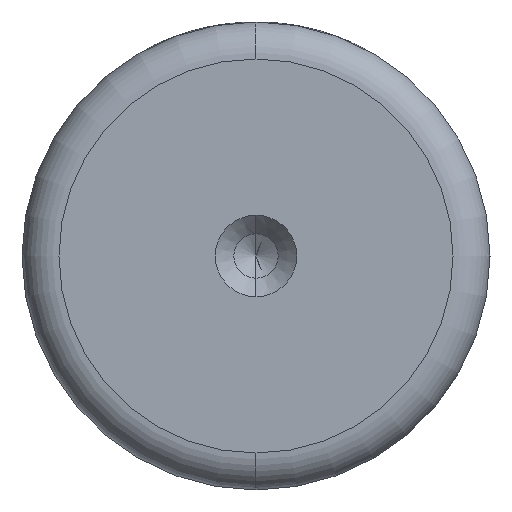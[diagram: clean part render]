
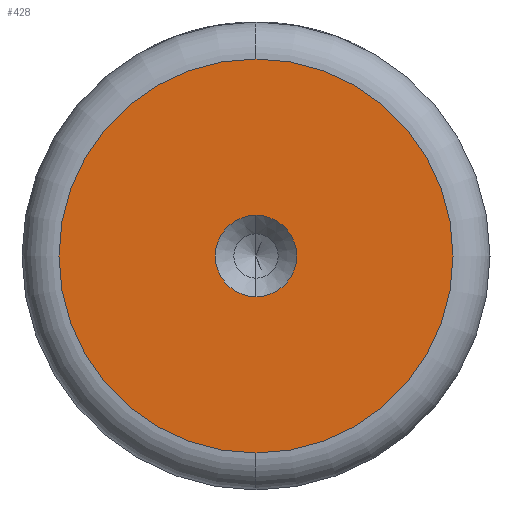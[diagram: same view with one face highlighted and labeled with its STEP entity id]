
A CAD part, left-side view. The second image highlights one B-rep face of the part: STEP entity #428.
In plain terms, the highlighted planar face has unit normal (-1, 0, 0).
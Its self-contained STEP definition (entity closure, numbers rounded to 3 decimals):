
#21 = DIRECTION ( 'NONE',  ( 0., 0., 1. ) ) ;
#100 = CIRCLE ( 'NONE', #720, 16. ) ;
#151 = FACE_OUTER_BOUND ( 'NONE', #1012, .T. ) ;
#164 = DIRECTION ( 'NONE',  ( -1., 0., 0. ) ) ;
#172 = FACE_BOUND ( 'NONE', #1048, .T. ) ;
#188 = VERTEX_POINT ( 'NONE', #1363 ) ;
#204 = ORIENTED_EDGE ( 'NONE', *, *, #537, .T. ) ;
#207 = VERTEX_POINT ( 'NONE', #1040 ) ;
#219 = EDGE_CURVE ( 'NONE', #890, #1232, #439, .T. ) ;
#319 = DIRECTION ( 'NONE',  ( -1., 0., 0. ) ) ;
#374 = CIRCLE ( 'NONE', #975, 3.3 ) ;
#408 = DIRECTION ( 'NONE',  ( -1., 0., 0. ) ) ;
#428 = ADVANCED_FACE ( 'NONE', ( #172, #151 ), #1149, .T. ) ;
#439 = CIRCLE ( 'NONE', #1311, 3.3 ) ;
#456 = CARTESIAN_POINT ( 'NONE',  ( 0., 0., 3.3 ) ) ;
#503 = ORIENTED_EDGE ( 'NONE', *, *, #219, .F. ) ;
#537 = EDGE_CURVE ( 'NONE', #188, #207, #100, .T. ) ;
#609 = DIRECTION ( 'NONE',  ( 0., 0., 1. ) ) ;
#633 = CARTESIAN_POINT ( 'NONE',  ( 0., 0., 0. ) ) ;
#665 = CIRCLE ( 'NONE', #1236, 16. ) ;
#689 = DIRECTION ( 'NONE',  ( -1., 0., 0. ) ) ;
#717 = EDGE_CURVE ( 'NONE', #207, #188, #665, .T. ) ;
#720 = AXIS2_PLACEMENT_3D ( 'NONE', #633, #1393, #739 ) ;
#739 = DIRECTION ( 'NONE',  ( 0., 0., 1. ) ) ;
#890 = VERTEX_POINT ( 'NONE', #1032 ) ;
#966 = CARTESIAN_POINT ( 'NONE',  ( 0., 0., 0. ) ) ;
#975 = AXIS2_PLACEMENT_3D ( 'NONE', #1336, #689, #21 ) ;
#1012 = EDGE_LOOP ( 'NONE', ( #204, #1264 ) ) ;
#1032 = CARTESIAN_POINT ( 'NONE',  ( 0., 0., -3.3 ) ) ;
#1040 = CARTESIAN_POINT ( 'NONE',  ( 0., 0., -16. ) ) ;
#1048 = EDGE_LOOP ( 'NONE', ( #1084, #503 ) ) ;
#1056 = CARTESIAN_POINT ( 'NONE',  ( 0., 0., 0. ) ) ;
#1075 = DIRECTION ( 'NONE',  ( 0., 0., 1. ) ) ;
#1084 = ORIENTED_EDGE ( 'NONE', *, *, #1289, .F. ) ;
#1149 = PLANE ( 'NONE',  #1210 ) ;
#1169 = DIRECTION ( 'NONE',  ( 0., 0., 1. ) ) ;
#1210 = AXIS2_PLACEMENT_3D ( 'NONE', #1254, #164, #609 ) ;
#1232 = VERTEX_POINT ( 'NONE', #456 ) ;
#1236 = AXIS2_PLACEMENT_3D ( 'NONE', #966, #319, #1075 ) ;
#1254 = CARTESIAN_POINT ( 'NONE',  ( 0., 0., 0. ) ) ;
#1264 = ORIENTED_EDGE ( 'NONE', *, *, #717, .T. ) ;
#1289 = EDGE_CURVE ( 'NONE', #1232, #890, #374, .T. ) ;
#1311 = AXIS2_PLACEMENT_3D ( 'NONE', #1056, #408, #1169 ) ;
#1336 = CARTESIAN_POINT ( 'NONE',  ( 0., 0., 0. ) ) ;
#1363 = CARTESIAN_POINT ( 'NONE',  ( 0., 0., 16. ) ) ;
#1393 = DIRECTION ( 'NONE',  ( -1., 0., 0. ) ) ;
